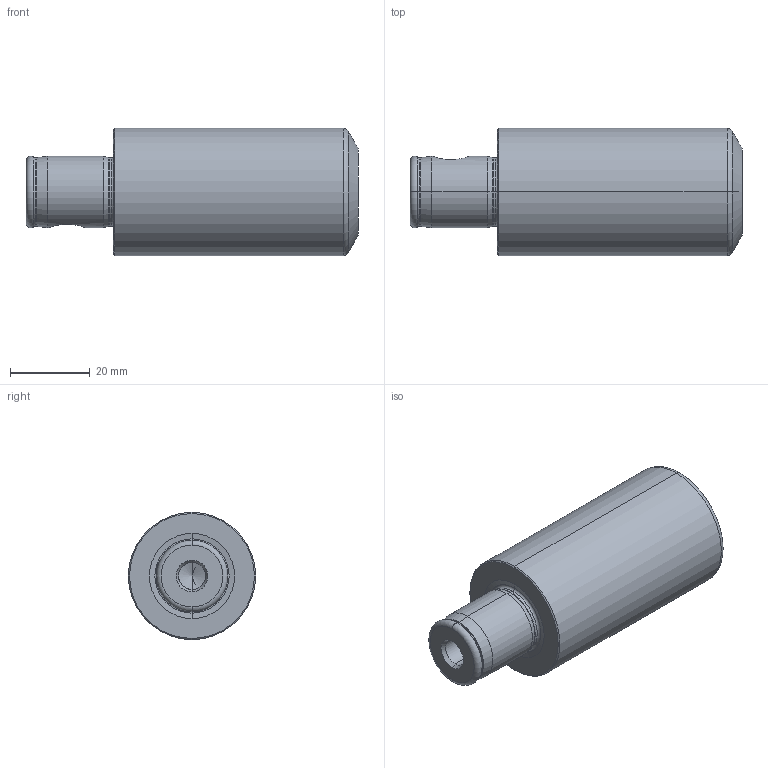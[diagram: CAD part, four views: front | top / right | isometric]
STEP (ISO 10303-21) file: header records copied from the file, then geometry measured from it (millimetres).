
FILE_DESCRIPTION (( 'STEP AP203' ), '1' );
FILE_NAME ('E95.032.032.062.STEP', '2024-09-02T11:25:01', ( '' ), ( '' ), 'SwSTEP 2.0', 'SolidWorks 2022', '' );
FILE_SCHEMA (( 'CONFIG_CONTROL_DESIGN' ));
Length unit declared in the file: millimetre
Products named in the file (1): E95.032.032.062
Bounding box: 83.5 x 32 x 32 mm (x, y, z)
Volume: 51307.9 mm3; surface area: 10351.9 mm2
Topology: 1 solids, 1 shells, 57 faces, 131 edges, 71 vertices
Faces by surface type: cone 28, cylinder 14, torus 12, plane 3
Entity records: 1857 total; most frequent: CARTESIAN_POINT 521, DIRECTION 289, ORIENTED_EDGE 250, AXIS2_PLACEMENT_3D 125, EDGE_CURVE 125, VERTEX_POINT 69, CIRCLE 67, EDGE_LOOP 60
